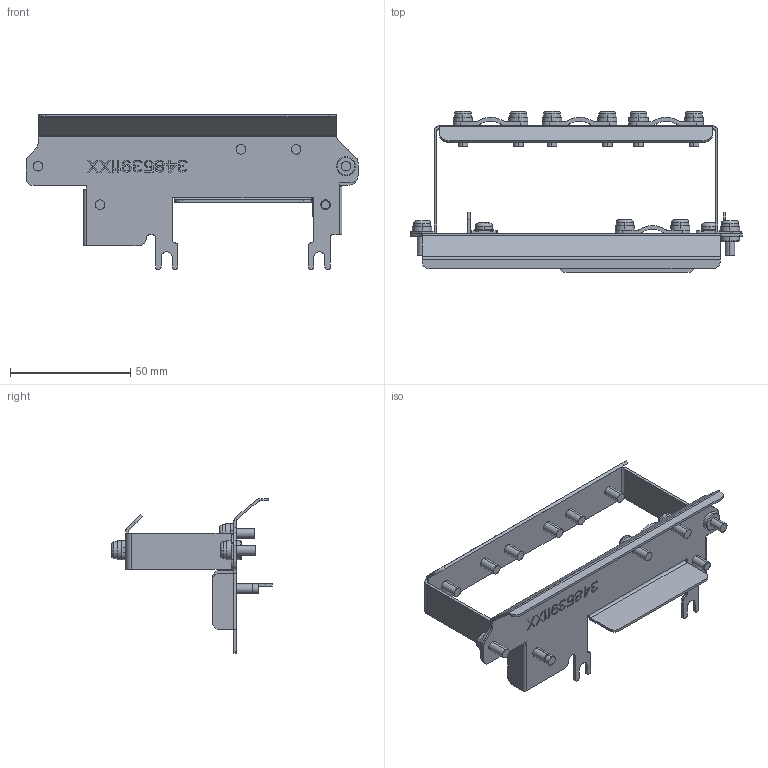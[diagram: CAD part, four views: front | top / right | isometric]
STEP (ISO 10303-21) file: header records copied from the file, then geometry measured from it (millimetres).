
FILE_DESCRIPTION (( 'STEP AP214' ), '1' );
FILE_NAME ('GS20XA-EPC.STEP', '2020-06-10T12:11:27', ( '' ), ( '' ), 'SwSTEP 2.0', 'SolidWorks 2017', '' );
FILE_SCHEMA (( 'AUTOMOTIVE_DESIGN' ));
Length unit declared in the file: inch
Products named in the file (1): GS20XA-EPC
Bounding box: 138 x 66.9 x 64.36 mm (x, y, z)
Volume: 18252.3 mm3; surface area: 32817.3 mm2
Topology: 20 solids, 20 shells, 1209 faces, 3285 edges, 2186 vertices
Faces by surface type: plane 838, cylinder 289, cone 52, bspline 24, torus 6
Entity records: 39610 total; most frequent: CARTESIAN_POINT 8623, ORIENTED_EDGE 6570, DIRECTION 6115, EDGE_CURVE 3285, VECTOR 2359, LINE 2359, VERTEX_POINT 2186, AXIS2_PLACEMENT_3D 1878
